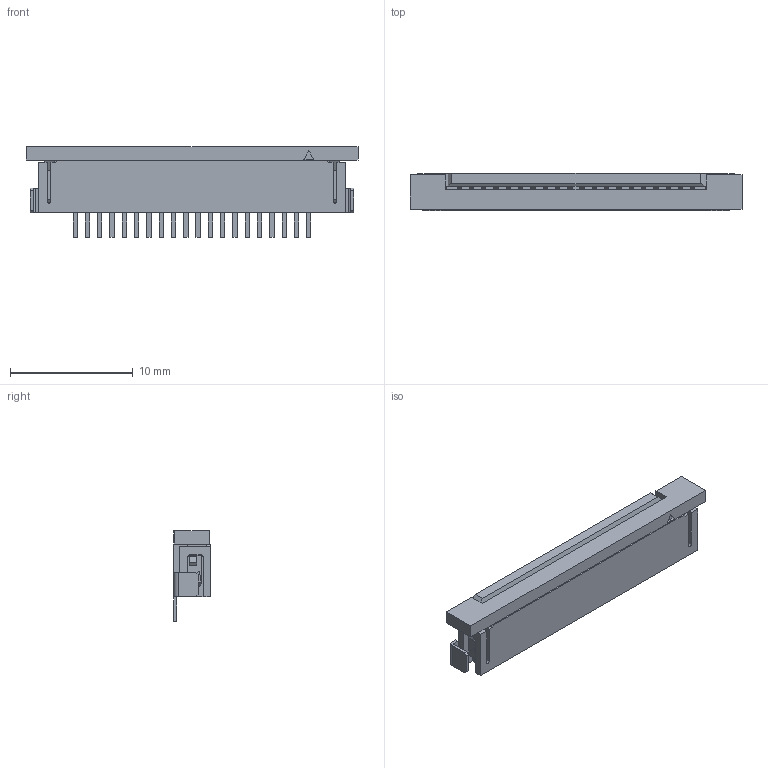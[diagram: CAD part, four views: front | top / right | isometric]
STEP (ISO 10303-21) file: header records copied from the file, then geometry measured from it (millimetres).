
FILE_DESCRIPTION((''),'2;1');
FILE_NAME('522712069','2019-07-23T',('gga'),(''),'PRO/ENGINEER BY PARAMETRIC TECHNOLOGY CORPORATION, 2016010','PRO/ENGINEER BY PARAMETRIC TECHNOLOGY CORPORATION, 2016010','');
FILE_SCHEMA(('CONFIG_CONTROL_DESIGN'));
Length unit declared in the file: millimetre
Products named in the file (1): 522712069
Bounding box: 27 x 3 x 7.4 mm (x, y, z)
Volume: 363.8 mm3; surface area: 885 mm2
Topology: 1 solids, 1 shells, 584 faces, 1915 edges, 1296 vertices
Faces by surface type: plane 484, cylinder 100
Entity records: 20824 total; most frequent: CARTESIAN_POINT 3708, ORIENTED_EDGE 3654, DIRECTION 3293, EDGE_CURVE 1827, VECTOR 1707, LINE 1707, VERTEX_POINT 1208, AXIS2_PLACEMENT_3D 793
